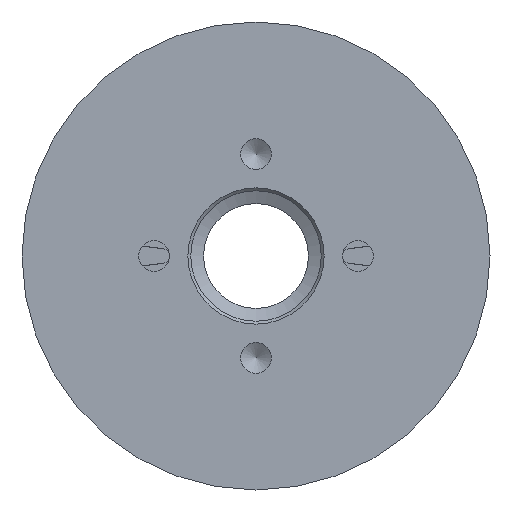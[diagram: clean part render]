
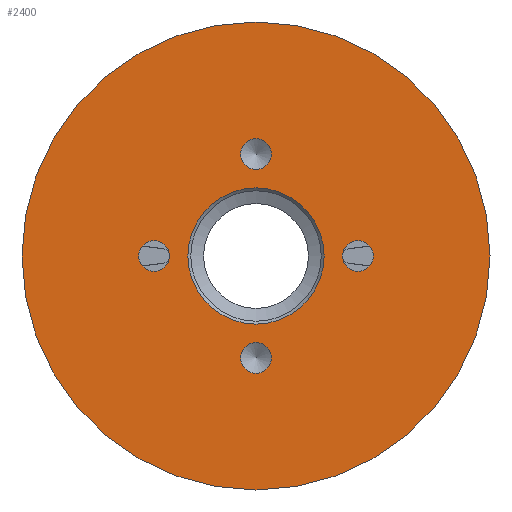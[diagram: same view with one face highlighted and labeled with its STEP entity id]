
A CAD part, front view. The second image highlights one B-rep face of the part: STEP entity #2400.
In plain terms, the highlighted planar face has unit normal (0, -1, 0).
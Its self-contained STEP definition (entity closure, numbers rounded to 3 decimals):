
#145=FACE_BOUND('',#389,.T.);
#146=FACE_BOUND('',#390,.T.);
#147=FACE_BOUND('',#391,.T.);
#148=FACE_BOUND('',#392,.T.);
#149=FACE_BOUND('',#393,.T.);
#153=PLANE('',#2568);
#251=FACE_OUTER_BOUND('',#388,.T.);
#388=EDGE_LOOP('',(#1618));
#389=EDGE_LOOP('',(#1619));
#390=EDGE_LOOP('',(#1620));
#391=EDGE_LOOP('',(#1621));
#392=EDGE_LOOP('',(#1622));
#393=EDGE_LOOP('',(#1623));
#832=CIRCLE('',#2566,11.7);
#833=CIRCLE('',#2569,40.2);
#834=CIRCLE('',#2570,2.65);
#835=CIRCLE('',#2571,2.65);
#836=CIRCLE('',#2572,2.65);
#837=CIRCLE('',#2573,2.65);
#958=VERTEX_POINT('',#3515);
#959=VERTEX_POINT('',#3521);
#960=VERTEX_POINT('',#3523);
#961=VERTEX_POINT('',#3525);
#962=VERTEX_POINT('',#3527);
#963=VERTEX_POINT('',#3529);
#1219=EDGE_CURVE('',#958,#958,#832,.T.);
#1221=EDGE_CURVE('',#959,#959,#833,.T.);
#1222=EDGE_CURVE('',#960,#960,#834,.T.);
#1223=EDGE_CURVE('',#961,#961,#835,.T.);
#1224=EDGE_CURVE('',#962,#962,#836,.T.);
#1225=EDGE_CURVE('',#963,#963,#837,.T.);
#1618=ORIENTED_EDGE('',*,*,#1221,.T.);
#1619=ORIENTED_EDGE('',*,*,#1222,.T.);
#1620=ORIENTED_EDGE('',*,*,#1223,.T.);
#1621=ORIENTED_EDGE('',*,*,#1224,.T.);
#1622=ORIENTED_EDGE('',*,*,#1225,.T.);
#1623=ORIENTED_EDGE('',*,*,#1219,.F.);
#2400=ADVANCED_FACE('',(#251,#145,#146,#147,#148,#149),#153,.T.);
#2566=AXIS2_PLACEMENT_3D('',#3517,#2844,#2845);
#2568=AXIS2_PLACEMENT_3D('',#3520,#2849,#2850);
#2569=AXIS2_PLACEMENT_3D('',#3522,#2851,#2852);
#2570=AXIS2_PLACEMENT_3D('',#3524,#2853,#2854);
#2571=AXIS2_PLACEMENT_3D('',#3526,#2855,#2856);
#2572=AXIS2_PLACEMENT_3D('',#3528,#2857,#2858);
#2573=AXIS2_PLACEMENT_3D('',#3530,#2859,#2860);
#2844=DIRECTION('center_axis',(0.,-1.,0.));
#2845=DIRECTION('ref_axis',(1.,0.,0.));
#2849=DIRECTION('center_axis',(0.,-1.,0.));
#2850=DIRECTION('ref_axis',(0.,0.,-1.));
#2851=DIRECTION('center_axis',(0.,-1.,0.));
#2852=DIRECTION('ref_axis',(1.,0.,0.));
#2853=DIRECTION('center_axis',(0.,1.,0.));
#2854=DIRECTION('ref_axis',(1.,0.,0.));
#2855=DIRECTION('center_axis',(0.,1.,0.));
#2856=DIRECTION('ref_axis',(1.,0.,0.));
#2857=DIRECTION('center_axis',(0.,1.,0.));
#2858=DIRECTION('ref_axis',(1.,0.,0.));
#2859=DIRECTION('center_axis',(0.,1.,0.));
#2860=DIRECTION('ref_axis',(1.,0.,0.));
#3515=CARTESIAN_POINT('',(-11.7,-24.4,0.));
#3517=CARTESIAN_POINT('Origin',(0.,-24.4,0.));
#3520=CARTESIAN_POINT('Origin',(-11.2,-24.4,0.));
#3521=CARTESIAN_POINT('',(40.2,-24.4,0.));
#3522=CARTESIAN_POINT('Origin',(0.,-24.4,0.));
#3523=CARTESIAN_POINT('',(-20.15,-24.4,0.));
#3524=CARTESIAN_POINT('Origin',(-17.5,-24.4,0.));
#3525=CARTESIAN_POINT('',(14.85,-24.4,0.));
#3526=CARTESIAN_POINT('Origin',(17.5,-24.4,0.));
#3527=CARTESIAN_POINT('',(-2.65,-24.4,17.5));
#3528=CARTESIAN_POINT('Origin',(0.,-24.4,17.5));
#3529=CARTESIAN_POINT('',(-2.65,-24.4,-17.5));
#3530=CARTESIAN_POINT('Origin',(0.,-24.4,-17.5));
